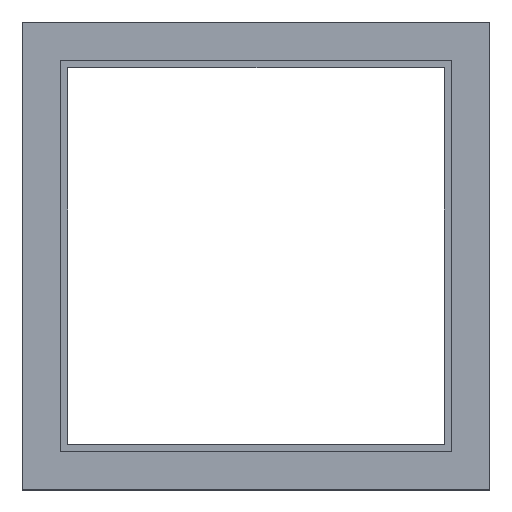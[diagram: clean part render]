
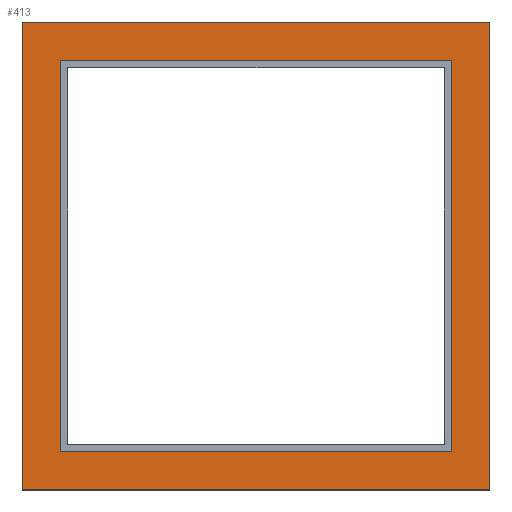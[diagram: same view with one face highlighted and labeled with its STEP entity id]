
A CAD part, top view. The second image highlights one B-rep face of the part: STEP entity #413.
In plain terms, the highlighted planar face has unit normal (0, 0, 1).
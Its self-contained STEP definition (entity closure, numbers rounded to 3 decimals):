
#32 = PLANE('',#33);
#33 = AXIS2_PLACEMENT_3D('',#34,#35,#36);
#34 = CARTESIAN_POINT('',(-0.031,-0.031,
    0.018));
#35 = DIRECTION('',(0.,-1.,0.));
#36 = DIRECTION('',(1.,0.,0.));
#57 = VERTEX_POINT('',#58);
#58 = CARTESIAN_POINT('',(0.031,-0.031,
    0.018));
#70 = PLANE('',#71);
#71 = AXIS2_PLACEMENT_3D('',#72,#73,#74);
#72 = CARTESIAN_POINT('',(0.031,-0.031,
    0.018));
#73 = DIRECTION('',(1.,0.,0.));
#74 = DIRECTION('',(-0.,1.,0.));
#81 = EDGE_CURVE('',#82,#57,#84,.T.);
#82 = VERTEX_POINT('',#83);
#83 = CARTESIAN_POINT('',(-0.031,-0.031,
    0.018));
#84 = SURFACE_CURVE('',#85,(#89,#96),.PCURVE_S1.);
#85 = LINE('',#86,#87);
#86 = CARTESIAN_POINT('',(-0.031,-0.031,
    0.018));
#87 = VECTOR('',#88,1.);
#88 = DIRECTION('',(1.,0.,0.));
#89 = PCURVE('',#32,#90);
#90 = DEFINITIONAL_REPRESENTATION('',(#91),#95);
#91 = LINE('',#92,#93);
#92 = CARTESIAN_POINT('',(0.,0.));
#93 = VECTOR('',#94,1.);
#94 = DIRECTION('',(1.,0.));
#95 = ( GEOMETRIC_REPRESENTATION_CONTEXT(2) 
PARAMETRIC_REPRESENTATION_CONTEXT() REPRESENTATION_CONTEXT('2D SPACE',''
  ) );
#96 = PCURVE('',#97,#102);
#97 = PLANE('',#98);
#98 = AXIS2_PLACEMENT_3D('',#99,#100,#101);
#99 = CARTESIAN_POINT('',(-0.031,-0.031,
    0.018));
#100 = DIRECTION('',(0.,0.,-1.));
#101 = DIRECTION('',(0.707,0.707,0.));
#102 = DEFINITIONAL_REPRESENTATION('',(#103),#107);
#103 = LINE('',#104,#105);
#104 = CARTESIAN_POINT('',(0.,0.));
#105 = VECTOR('',#106,1.);
#106 = DIRECTION('',(0.707,0.707));
#107 = ( GEOMETRIC_REPRESENTATION_CONTEXT(2) 
PARAMETRIC_REPRESENTATION_CONTEXT() REPRESENTATION_CONTEXT('2D SPACE',''
  ) );
#121 = PLANE('',#122);
#122 = AXIS2_PLACEMENT_3D('',#123,#124,#125);
#123 = CARTESIAN_POINT('',(-0.031,0.031,
    0.018));
#124 = DIRECTION('',(-1.,0.,0.));
#125 = DIRECTION('',(0.,-1.,0.));
#175 = PLANE('',#176);
#176 = AXIS2_PLACEMENT_3D('',#177,#178,#179);
#177 = CARTESIAN_POINT('',(0.031,0.031,
    0.018));
#178 = DIRECTION('',(0.,1.,-0.));
#179 = DIRECTION('',(-1.,0.,0.));
#327 = EDGE_CURVE('',#328,#82,#330,.T.);
#328 = VERTEX_POINT('',#329);
#329 = CARTESIAN_POINT('',(-0.031,0.031,
    0.018));
#330 = SURFACE_CURVE('',#331,(#335,#342),.PCURVE_S1.);
#331 = LINE('',#332,#333);
#332 = CARTESIAN_POINT('',(-0.031,0.031,
    0.018));
#333 = VECTOR('',#334,1.);
#334 = DIRECTION('',(0.,-1.,0.));
#335 = PCURVE('',#121,#336);
#336 = DEFINITIONAL_REPRESENTATION('',(#337),#341);
#337 = LINE('',#338,#339);
#338 = CARTESIAN_POINT('',(0.,0.));
#339 = VECTOR('',#340,1.);
#340 = DIRECTION('',(1.,0.));
#341 = ( GEOMETRIC_REPRESENTATION_CONTEXT(2) 
PARAMETRIC_REPRESENTATION_CONTEXT() REPRESENTATION_CONTEXT('2D SPACE',''
  ) );
#342 = PCURVE('',#97,#343);
#343 = DEFINITIONAL_REPRESENTATION('',(#344),#348);
#344 = LINE('',#345,#346);
#345 = CARTESIAN_POINT('',(0.043,-0.043));
#346 = VECTOR('',#347,1.);
#347 = DIRECTION('',(-0.707,0.707));
#348 = ( GEOMETRIC_REPRESENTATION_CONTEXT(2) 
PARAMETRIC_REPRESENTATION_CONTEXT() REPRESENTATION_CONTEXT('2D SPACE',''
  ) );
#373 = VERTEX_POINT('',#374);
#374 = CARTESIAN_POINT('',(0.031,0.031,
    0.018));
#392 = EDGE_CURVE('',#57,#373,#393,.T.);
#393 = SURFACE_CURVE('',#394,(#398,#405),.PCURVE_S1.);
#394 = LINE('',#395,#396);
#395 = CARTESIAN_POINT('',(0.031,-0.031,
    0.018));
#396 = VECTOR('',#397,1.);
#397 = DIRECTION('',(0.,1.,0.));
#398 = PCURVE('',#70,#399);
#399 = DEFINITIONAL_REPRESENTATION('',(#400),#404);
#400 = LINE('',#401,#402);
#401 = CARTESIAN_POINT('',(0.,0.));
#402 = VECTOR('',#403,1.);
#403 = DIRECTION('',(1.,0.));
#404 = ( GEOMETRIC_REPRESENTATION_CONTEXT(2) 
PARAMETRIC_REPRESENTATION_CONTEXT() REPRESENTATION_CONTEXT('2D SPACE',''
  ) );
#405 = PCURVE('',#97,#406);
#406 = DEFINITIONAL_REPRESENTATION('',(#407),#411);
#407 = LINE('',#408,#409);
#408 = CARTESIAN_POINT('',(0.043,0.043));
#409 = VECTOR('',#410,1.);
#410 = DIRECTION('',(0.707,-0.707));
#411 = ( GEOMETRIC_REPRESENTATION_CONTEXT(2) 
PARAMETRIC_REPRESENTATION_CONTEXT() REPRESENTATION_CONTEXT('2D SPACE',''
  ) );
#413 = ADVANCED_FACE('',(#414,#440),#97,.F.);
#414 = FACE_BOUND('',#415,.F.);
#415 = EDGE_LOOP('',(#416,#417,#418,#439));
#416 = ORIENTED_EDGE('',*,*,#81,.F.);
#417 = ORIENTED_EDGE('',*,*,#327,.F.);
#418 = ORIENTED_EDGE('',*,*,#419,.F.);
#419 = EDGE_CURVE('',#373,#328,#420,.T.);
#420 = SURFACE_CURVE('',#421,(#425,#432),.PCURVE_S1.);
#421 = LINE('',#422,#423);
#422 = CARTESIAN_POINT('',(0.031,0.031,
    0.018));
#423 = VECTOR('',#424,1.);
#424 = DIRECTION('',(-1.,0.,0.));
#425 = PCURVE('',#97,#426);
#426 = DEFINITIONAL_REPRESENTATION('',(#427),#431);
#427 = LINE('',#428,#429);
#428 = CARTESIAN_POINT('',(0.087,0.));
#429 = VECTOR('',#430,1.);
#430 = DIRECTION('',(-0.707,-0.707));
#431 = ( GEOMETRIC_REPRESENTATION_CONTEXT(2) 
PARAMETRIC_REPRESENTATION_CONTEXT() REPRESENTATION_CONTEXT('2D SPACE',''
  ) );
#432 = PCURVE('',#175,#433);
#433 = DEFINITIONAL_REPRESENTATION('',(#434),#438);
#434 = LINE('',#435,#436);
#435 = CARTESIAN_POINT('',(0.,0.));
#436 = VECTOR('',#437,1.);
#437 = DIRECTION('',(1.,0.));
#438 = ( GEOMETRIC_REPRESENTATION_CONTEXT(2) 
PARAMETRIC_REPRESENTATION_CONTEXT() REPRESENTATION_CONTEXT('2D SPACE',''
  ) );
#439 = ORIENTED_EDGE('',*,*,#392,.F.);
#440 = FACE_BOUND('',#441,.F.);
#441 = EDGE_LOOP('',(#442,#472,#500,#528));
#442 = ORIENTED_EDGE('',*,*,#443,.T.);
#443 = EDGE_CURVE('',#444,#446,#448,.T.);
#444 = VERTEX_POINT('',#445);
#445 = CARTESIAN_POINT('',(-0.026,0.026,
    0.018));
#446 = VERTEX_POINT('',#447);
#447 = CARTESIAN_POINT('',(-0.026,-0.026,
    0.018));
#448 = SURFACE_CURVE('',#449,(#453,#460),.PCURVE_S1.);
#449 = LINE('',#450,#451);
#450 = CARTESIAN_POINT('',(-0.026,0.026,
    0.018));
#451 = VECTOR('',#452,1.);
#452 = DIRECTION('',(0.,-1.,0.));
#453 = PCURVE('',#97,#454);
#454 = DEFINITIONAL_REPRESENTATION('',(#455),#459);
#455 = LINE('',#456,#457);
#456 = CARTESIAN_POINT('',(0.043,-0.036));
#457 = VECTOR('',#458,1.);
#458 = DIRECTION('',(-0.707,0.707));
#459 = ( GEOMETRIC_REPRESENTATION_CONTEXT(2) 
PARAMETRIC_REPRESENTATION_CONTEXT() REPRESENTATION_CONTEXT('2D SPACE',''
  ) );
#460 = PCURVE('',#461,#466);
#461 = PLANE('',#462);
#462 = AXIS2_PLACEMENT_3D('',#463,#464,#465);
#463 = CARTESIAN_POINT('',(-0.026,0.026,
    0.018));
#464 = DIRECTION('',(-1.,0.,0.));
#465 = DIRECTION('',(0.,-1.,0.));
#466 = DEFINITIONAL_REPRESENTATION('',(#467),#471);
#467 = LINE('',#468,#469);
#468 = CARTESIAN_POINT('',(0.,0.));
#469 = VECTOR('',#470,1.);
#470 = DIRECTION('',(1.,0.));
#471 = ( GEOMETRIC_REPRESENTATION_CONTEXT(2) 
PARAMETRIC_REPRESENTATION_CONTEXT() REPRESENTATION_CONTEXT('2D SPACE',''
  ) );
#472 = ORIENTED_EDGE('',*,*,#473,.T.);
#473 = EDGE_CURVE('',#446,#474,#476,.T.);
#474 = VERTEX_POINT('',#475);
#475 = CARTESIAN_POINT('',(0.026,-0.026,
    0.018));
#476 = SURFACE_CURVE('',#477,(#481,#488),.PCURVE_S1.);
#477 = LINE('',#478,#479);
#478 = CARTESIAN_POINT('',(-0.026,-0.026,
    0.018));
#479 = VECTOR('',#480,1.);
#480 = DIRECTION('',(1.,0.,0.));
#481 = PCURVE('',#97,#482);
#482 = DEFINITIONAL_REPRESENTATION('',(#483),#487);
#483 = LINE('',#484,#485);
#484 = CARTESIAN_POINT('',(0.007,0.));
#485 = VECTOR('',#486,1.);
#486 = DIRECTION('',(0.707,0.707));
#487 = ( GEOMETRIC_REPRESENTATION_CONTEXT(2) 
PARAMETRIC_REPRESENTATION_CONTEXT() REPRESENTATION_CONTEXT('2D SPACE',''
  ) );
#488 = PCURVE('',#489,#494);
#489 = PLANE('',#490);
#490 = AXIS2_PLACEMENT_3D('',#491,#492,#493);
#491 = CARTESIAN_POINT('',(-0.026,-0.026,
    0.018));
#492 = DIRECTION('',(0.,-1.,0.));
#493 = DIRECTION('',(1.,0.,0.));
#494 = DEFINITIONAL_REPRESENTATION('',(#495),#499);
#495 = LINE('',#496,#497);
#496 = CARTESIAN_POINT('',(0.,0.));
#497 = VECTOR('',#498,1.);
#498 = DIRECTION('',(1.,0.));
#499 = ( GEOMETRIC_REPRESENTATION_CONTEXT(2) 
PARAMETRIC_REPRESENTATION_CONTEXT() REPRESENTATION_CONTEXT('2D SPACE',''
  ) );
#500 = ORIENTED_EDGE('',*,*,#501,.T.);
#501 = EDGE_CURVE('',#474,#502,#504,.T.);
#502 = VERTEX_POINT('',#503);
#503 = CARTESIAN_POINT('',(0.026,0.026,
    0.018));
#504 = SURFACE_CURVE('',#505,(#509,#516),.PCURVE_S1.);
#505 = LINE('',#506,#507);
#506 = CARTESIAN_POINT('',(0.026,-0.026,
    0.018));
#507 = VECTOR('',#508,1.);
#508 = DIRECTION('',(0.,1.,0.));
#509 = PCURVE('',#97,#510);
#510 = DEFINITIONAL_REPRESENTATION('',(#511),#515);
#511 = LINE('',#512,#513);
#512 = CARTESIAN_POINT('',(0.043,0.036));
#513 = VECTOR('',#514,1.);
#514 = DIRECTION('',(0.707,-0.707));
#515 = ( GEOMETRIC_REPRESENTATION_CONTEXT(2) 
PARAMETRIC_REPRESENTATION_CONTEXT() REPRESENTATION_CONTEXT('2D SPACE',''
  ) );
#516 = PCURVE('',#517,#522);
#517 = PLANE('',#518);
#518 = AXIS2_PLACEMENT_3D('',#519,#520,#521);
#519 = CARTESIAN_POINT('',(0.026,-0.026,
    0.018));
#520 = DIRECTION('',(1.,0.,0.));
#521 = DIRECTION('',(-0.,1.,0.));
#522 = DEFINITIONAL_REPRESENTATION('',(#523),#527);
#523 = LINE('',#524,#525);
#524 = CARTESIAN_POINT('',(0.,0.));
#525 = VECTOR('',#526,1.);
#526 = DIRECTION('',(1.,0.));
#527 = ( GEOMETRIC_REPRESENTATION_CONTEXT(2) 
PARAMETRIC_REPRESENTATION_CONTEXT() REPRESENTATION_CONTEXT('2D SPACE',''
  ) );
#528 = ORIENTED_EDGE('',*,*,#529,.T.);
#529 = EDGE_CURVE('',#502,#444,#530,.T.);
#530 = SURFACE_CURVE('',#531,(#535,#542),.PCURVE_S1.);
#531 = LINE('',#532,#533);
#532 = CARTESIAN_POINT('',(0.026,0.026,
    0.018));
#533 = VECTOR('',#534,1.);
#534 = DIRECTION('',(-1.,0.,0.));
#535 = PCURVE('',#97,#536);
#536 = DEFINITIONAL_REPRESENTATION('',(#537),#541);
#537 = LINE('',#538,#539);
#538 = CARTESIAN_POINT('',(0.08,0.));
#539 = VECTOR('',#540,1.);
#540 = DIRECTION('',(-0.707,-0.707));
#541 = ( GEOMETRIC_REPRESENTATION_CONTEXT(2) 
PARAMETRIC_REPRESENTATION_CONTEXT() REPRESENTATION_CONTEXT('2D SPACE',''
  ) );
#542 = PCURVE('',#543,#548);
#543 = PLANE('',#544);
#544 = AXIS2_PLACEMENT_3D('',#545,#546,#547);
#545 = CARTESIAN_POINT('',(0.026,0.026,
    0.018));
#546 = DIRECTION('',(0.,1.,-0.));
#547 = DIRECTION('',(-1.,0.,0.));
#548 = DEFINITIONAL_REPRESENTATION('',(#549),#553);
#549 = LINE('',#550,#551);
#550 = CARTESIAN_POINT('',(0.,0.));
#551 = VECTOR('',#552,1.);
#552 = DIRECTION('',(1.,0.));
#553 = ( GEOMETRIC_REPRESENTATION_CONTEXT(2) 
PARAMETRIC_REPRESENTATION_CONTEXT() REPRESENTATION_CONTEXT('2D SPACE',''
  ) );
